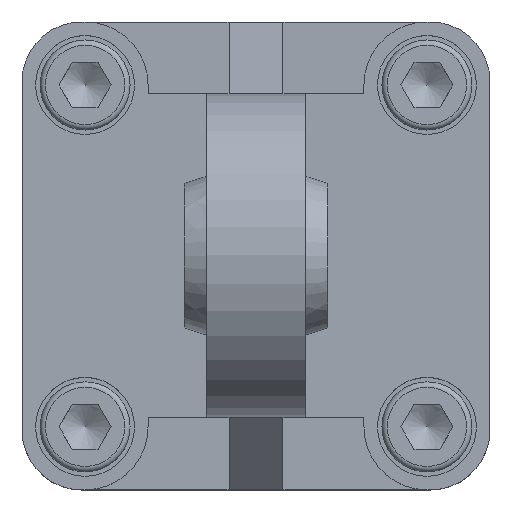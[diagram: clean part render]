
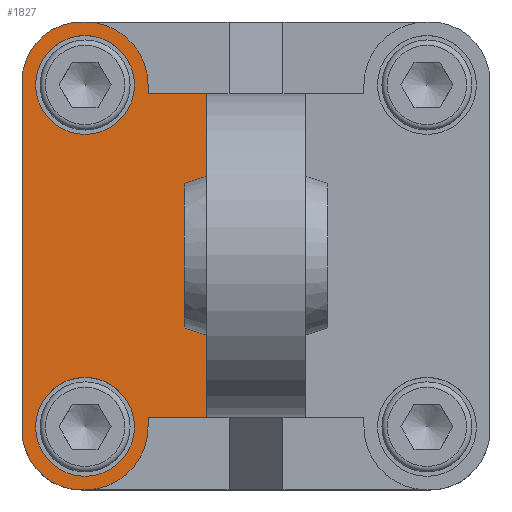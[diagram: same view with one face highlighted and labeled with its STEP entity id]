
A CAD part, top view. The second image highlights one B-rep face of the part: STEP entity #1827.
In plain terms, the highlighted planar face has unit normal (0, 0, 1).
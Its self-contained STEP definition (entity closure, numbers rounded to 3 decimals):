
#96=LINE('',#2967,#220);
#97=LINE('',#2971,#221);
#98=LINE('',#2975,#222);
#99=LINE('',#2977,#223);
#100=LINE('',#2979,#224);
#101=LINE('',#2981,#225);
#102=LINE('',#2983,#226);
#103=LINE('',#2986,#227);
#220=VECTOR('',#2353,38.8);
#221=VECTOR('',#2356,0.4);
#222=VECTOR('',#2359,1.);
#223=VECTOR('',#2360,6.5);
#224=VECTOR('',#2361,36.);
#225=VECTOR('',#2362,6.5);
#226=VECTOR('',#2363,1.);
#227=VECTOR('',#2366,0.4);
#369=FACE_BOUND('',#608,.T.);
#370=FACE_BOUND('',#609,.T.);
#456=FACE_OUTER_BOUND('',#607,.T.);
#607=EDGE_LOOP('',(#1365,#1366,#1367,#1368,#1369,#1370,#1371,#1372,#1373,
#1374,#1375,#1376));
#608=EDGE_LOOP('',(#1377));
#609=EDGE_LOOP('',(#1378));
#723=CIRCLE('',#1992,6.6);
#724=CIRCLE('',#1994,6.6);
#725=CIRCLE('',#1995,7.);
#726=CIRCLE('',#1996,7.);
#727=CIRCLE('',#1997,5.5);
#728=CIRCLE('',#1998,5.5);
#847=VERTEX_POINT('',#2960);
#848=VERTEX_POINT('',#2961);
#849=VERTEX_POINT('',#2966);
#850=VERTEX_POINT('',#2968);
#851=VERTEX_POINT('',#2970);
#852=VERTEX_POINT('',#2972);
#853=VERTEX_POINT('',#2974);
#854=VERTEX_POINT('',#2976);
#855=VERTEX_POINT('',#2978);
#856=VERTEX_POINT('',#2980);
#857=VERTEX_POINT('',#2982);
#858=VERTEX_POINT('',#2984);
#859=VERTEX_POINT('',#2987);
#860=VERTEX_POINT('',#2989);
#1035=EDGE_CURVE('',#847,#848,#723,.T.);
#1038=EDGE_CURVE('',#849,#847,#96,.T.);
#1039=EDGE_CURVE('',#850,#849,#724,.T.);
#1040=EDGE_CURVE('',#851,#850,#97,.T.);
#1041=EDGE_CURVE('',#851,#852,#725,.T.);
#1042=EDGE_CURVE('',#852,#853,#98,.T.);
#1043=EDGE_CURVE('',#853,#854,#99,.T.);
#1044=EDGE_CURVE('',#854,#855,#100,.T.);
#1045=EDGE_CURVE('',#855,#856,#101,.T.);
#1046=EDGE_CURVE('',#856,#857,#102,.T.);
#1047=EDGE_CURVE('',#857,#858,#726,.T.);
#1048=EDGE_CURVE('',#848,#858,#103,.T.);
#1049=EDGE_CURVE('',#859,#859,#727,.T.);
#1050=EDGE_CURVE('',#860,#860,#728,.T.);
#1365=ORIENTED_EDGE('',*,*,#1035,.F.);
#1366=ORIENTED_EDGE('',*,*,#1038,.F.);
#1367=ORIENTED_EDGE('',*,*,#1039,.F.);
#1368=ORIENTED_EDGE('',*,*,#1040,.F.);
#1369=ORIENTED_EDGE('',*,*,#1041,.T.);
#1370=ORIENTED_EDGE('',*,*,#1042,.T.);
#1371=ORIENTED_EDGE('',*,*,#1043,.T.);
#1372=ORIENTED_EDGE('',*,*,#1044,.T.);
#1373=ORIENTED_EDGE('',*,*,#1045,.T.);
#1374=ORIENTED_EDGE('',*,*,#1046,.T.);
#1375=ORIENTED_EDGE('',*,*,#1047,.T.);
#1376=ORIENTED_EDGE('',*,*,#1048,.F.);
#1377=ORIENTED_EDGE('',*,*,#1049,.T.);
#1378=ORIENTED_EDGE('',*,*,#1050,.T.);
#1613=PLANE('',#1993);
#1827=ADVANCED_FACE('',(#456,#369,#370),#1613,.T.);
#1992=AXIS2_PLACEMENT_3D('',#2962,#2347,#2348);
#1993=AXIS2_PLACEMENT_3D('',#2965,#2351,#2352);
#1994=AXIS2_PLACEMENT_3D('',#2969,#2354,#2355);
#1995=AXIS2_PLACEMENT_3D('',#2973,#2357,#2358);
#1996=AXIS2_PLACEMENT_3D('',#2985,#2364,#2365);
#1997=AXIS2_PLACEMENT_3D('',#2988,#2367,#2368);
#1998=AXIS2_PLACEMENT_3D('',#2990,#2369,#2370);
#2347=DIRECTION('center_axis',(0.,0.,
-1.));
#2348=DIRECTION('ref_axis',(-0.707,0.707,0.));
#2351=DIRECTION('center_axis',(0.,0.,
1.));
#2352=DIRECTION('ref_axis',(-1.,0.,0.));
#2353=DIRECTION('',(0.,1.,0.));
#2354=DIRECTION('center_axis',(0.,0.,
-1.));
#2355=DIRECTION('ref_axis',(-0.707,-0.707,0.));
#2356=DIRECTION('',(-1.,0.,0.));
#2357=DIRECTION('center_axis',(0.,0.,
1.));
#2358=DIRECTION('ref_axis',(0.,1.,0.));
#2359=DIRECTION('',(0.,1.,0.));
#2360=DIRECTION('',(1.,0.,0.));
#2361=DIRECTION('',(0.,1.,0.));
#2362=DIRECTION('',(-1.,0.,0.));
#2363=DIRECTION('',(0.,1.,0.));
#2364=DIRECTION('center_axis',(0.,0.,
1.));
#2365=DIRECTION('ref_axis',(0.,-1.,0.));
#2366=DIRECTION('',(1.,0.,0.));
#2367=DIRECTION('center_axis',(0.,0.,
-1.));
#2368=DIRECTION('ref_axis',(-1.,0.,0.));
#2369=DIRECTION('center_axis',(0.,0.,
-1.));
#2370=DIRECTION('ref_axis',(-1.,0.,0.));
#2960=CARTESIAN_POINT('',(-26.,19.4,10.));
#2961=CARTESIAN_POINT('',(-19.4,26.,10.));
#2962=CARTESIAN_POINT('Origin',(-19.4,19.4,10.));
#2965=CARTESIAN_POINT('Origin',(0.,0.,
10.));
#2966=CARTESIAN_POINT('',(-26.,-19.4,10.));
#2967=CARTESIAN_POINT('',(-26.,26.,10.));
#2968=CARTESIAN_POINT('',(-19.4,-26.,10.));
#2969=CARTESIAN_POINT('Origin',(-19.4,-19.4,10.));
#2970=CARTESIAN_POINT('',(-19.,-26.,10.));
#2971=CARTESIAN_POINT('',(-26.,-26.,10.));
#2972=CARTESIAN_POINT('',(-12.,-19.,10.));
#2973=CARTESIAN_POINT('Origin',(-19.,-19.,10.));
#2974=CARTESIAN_POINT('',(-12.,-18.,10.));
#2975=CARTESIAN_POINT('',(-12.,-9.,10.));
#2976=CARTESIAN_POINT('',(-5.5,-18.,10.));
#2977=CARTESIAN_POINT('',(6.,-18.,10.));
#2978=CARTESIAN_POINT('',(-5.5,18.,10.));
#2979=CARTESIAN_POINT('',(-5.5,0.,10.));
#2980=CARTESIAN_POINT('',(-12.,18.,10.));
#2981=CARTESIAN_POINT('',(6.,18.,10.));
#2982=CARTESIAN_POINT('',(-12.,19.,10.));
#2983=CARTESIAN_POINT('',(-12.,9.,10.));
#2984=CARTESIAN_POINT('',(-19.,26.,10.));
#2985=CARTESIAN_POINT('Origin',(-19.,19.,10.));
#2986=CARTESIAN_POINT('',(26.,26.,10.));
#2987=CARTESIAN_POINT('',(-24.5,19.,10.));
#2988=CARTESIAN_POINT('Origin',(-19.,19.,10.));
#2989=CARTESIAN_POINT('',(-24.5,-19.,10.));
#2990=CARTESIAN_POINT('Origin',(-19.,-19.,10.));
